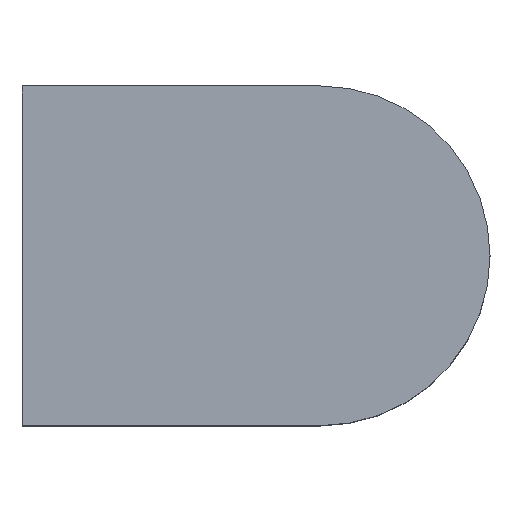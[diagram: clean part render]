
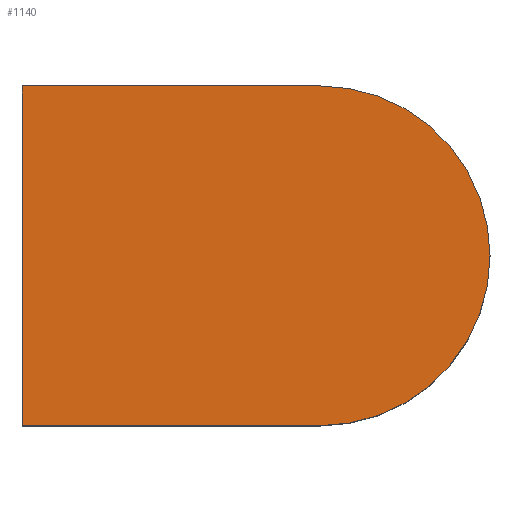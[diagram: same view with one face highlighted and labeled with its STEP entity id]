
A CAD part, top view. The second image highlights one B-rep face of the part: STEP entity #1140.
In plain terms, the highlighted face is planar.
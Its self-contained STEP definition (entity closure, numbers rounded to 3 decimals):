
#1140=ADVANCED_FACE('',(#3181),#3183,.F.);
#3181=FACE_BOUND('',#3182,.T.);
#3182=EDGE_LOOP('',(#5133,#5134,#5135,#5136));
#3183=PLANE('',#3184);
#3184=AXIS2_PLACEMENT_3D('',#3185,#3186,#3187);
#3185=CARTESIAN_POINT('',(0.,0.,0.));
#3186=DIRECTION('',(-0.,1.,0.));
#3187=DIRECTION('',(1.,0.,0.));
#5133=ORIENTED_EDGE('',*,*,#6115,.T.);
#5134=ORIENTED_EDGE('',*,*,#6116,.F.);
#5135=ORIENTED_EDGE('',*,*,#6117,.F.);
#5136=ORIENTED_EDGE('',*,*,#6112,.F.);
#6112=EDGE_CURVE('',#6835,#6837,#6838,.T.);
#6115=EDGE_CURVE('',#6835,#6842,#6843,.T.);
#6116=EDGE_CURVE('',#6844,#6842,#6845,.T.);
#6117=EDGE_CURVE('',#6837,#6844,#6846,.T.);
#6835=VERTEX_POINT('',#8538);
#6837=VERTEX_POINT('',#8543);
#6838=LINE('',#8544,#8545);
#6842=VERTEX_POINT('',#8554);
#6843=LINE('',#8555,#8556);
#6844=VERTEX_POINT('',#8558);
#6845=LINE('',#8559,#8560);
#6846=CIRCLE('',#8562,22.5);
#8538=CARTESIAN_POINT('',(0.,0.,22.5));
#8543=CARTESIAN_POINT('',(39.5,0.,22.5));
#8544=CARTESIAN_POINT('',(0.,0.,22.5));
#8545=VECTOR('',#8546,1.);
#8546=DIRECTION('',(1.,0.,0.));
#8554=CARTESIAN_POINT('',(0.,0.,-22.5));
#8555=CARTESIAN_POINT('',(0.,0.,22.5));
#8556=VECTOR('',#8557,1.);
#8557=DIRECTION('',(0.,0.,-1.));
#8558=CARTESIAN_POINT('',(39.5,0.,-22.5));
#8559=CARTESIAN_POINT('',(39.5,0.,-22.5));
#8560=VECTOR('',#8561,1.);
#8561=DIRECTION('',(-1.,0.,0.));
#8562=AXIS2_PLACEMENT_3D('',#8563,#8564,#8565);
#8563=CARTESIAN_POINT('',(39.5,0.,0.));
#8564=DIRECTION('',(-0.,1.,0.));
#8565=DIRECTION('',(0.,0.,1.));
